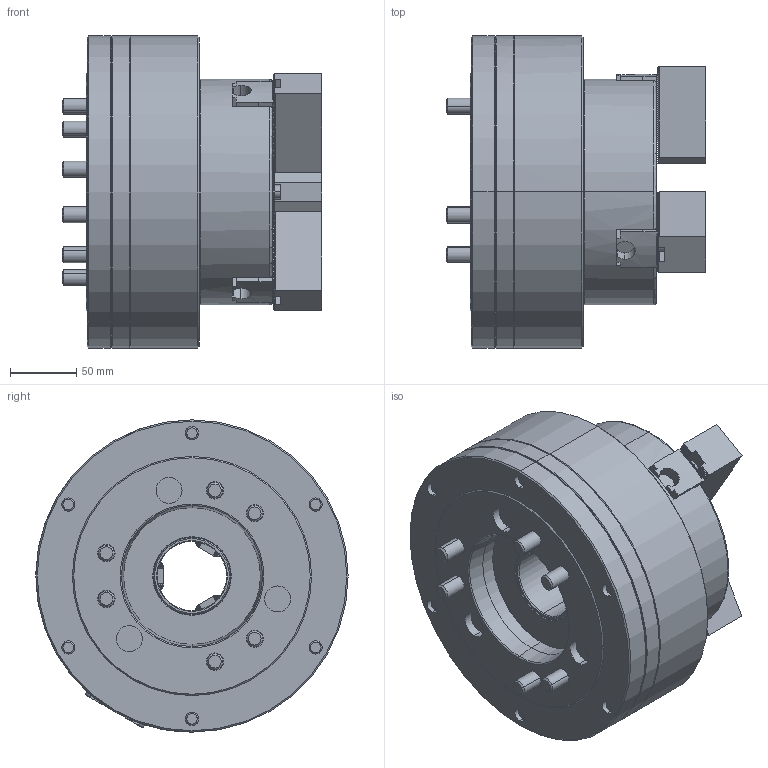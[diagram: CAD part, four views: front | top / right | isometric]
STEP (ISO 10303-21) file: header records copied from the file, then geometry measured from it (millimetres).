
FILE_DESCRIPTION (( 'STEP AP203' ), '1' );
FILE_NAME ('CF-AP-52A6.STEP', '2020-10-30T07:51:48', ( '' ), ( '' ), 'SwSTEP 2.0', 'SolidWorks 2016', '' );
FILE_SCHEMA (( 'CONFIG_CONTROL_DESIGN' ));
Length unit declared in the file: millimetre
Products named in the file (15): 圓頭內六角螺栓_M8x20; CF-AP-52-06000; CF-AP-52-05000; CF-AP-52-10000; CF-AP-52-09000; CF-3H-206-03000; SJ-06; 圓頭內六角螺栓_M10x25; CF-AP-52-22000; 半圓頭六角孔螺栓_M5x10; 圓頭內六角螺栓_M12x30; CF-AP-52A6; 圓頭內六角螺栓_M10x70; CF-AP-52-01000
Assembly tree (46 placements, depth 2):
  CF-AP-52A6
    CF-AP-52-01000
    CF-AP-52-06000
    CF-AP-52-05000
    CF-AP-52-09000
    CF-3H-206-03000  x3
    SJ-06  x3
    圓頭內六角螺栓_M10x25  x6
    半圓頭六角孔螺栓_M5x10  x3
    圓頭內六角螺栓_M10x70  x6
    圓頭內六角螺栓_M8x20  x11
    圓頭內六角螺栓_M8x20
    CF-AP-52-10000  x2
    CF-AP-52-22000
    圓頭內六角螺栓_M12x30  x6
Bounding box: 195.3 x 235 x 235 mm (x, y, z)
Volume: 3838452.4 mm3; surface area: 604030.3 mm2
Topology: 46 solids, 46 shells, 3096 faces, 8308 edges, 5331 vertices
Faces by surface type: plane 1912, cylinder 823, cone 331, torus 22, sphere 8
Entity records: 40875 total; most frequent: CARTESIAN_POINT 8025, ORIENTED_EDGE 6452, DIRECTION 6233, EDGE_CURVE 3226, VERTEX_POINT 2098, AXIS2_PLACEMENT_3D 2083, LINE 2067, VECTOR 2067
